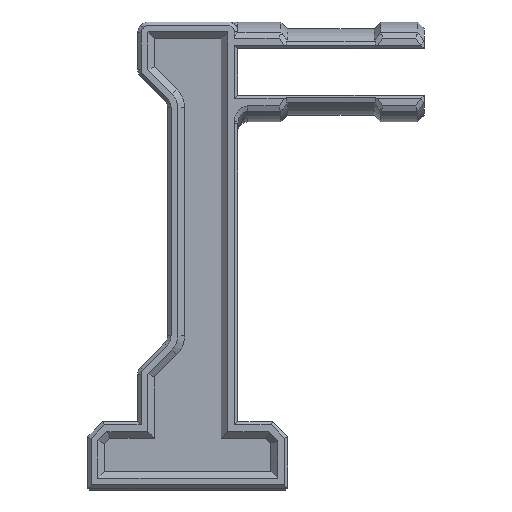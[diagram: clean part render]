
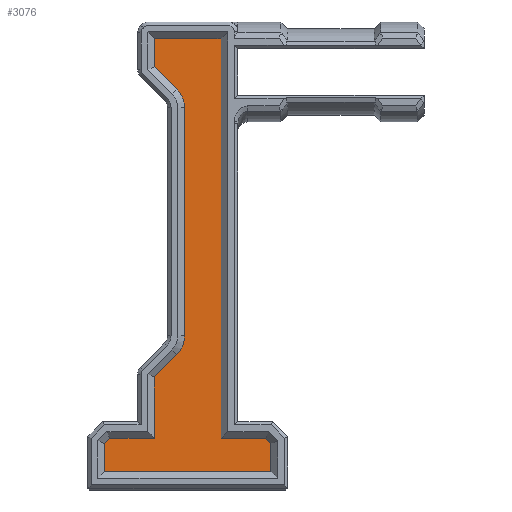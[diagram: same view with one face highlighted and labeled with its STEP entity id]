
A CAD part, top view. The second image highlights one B-rep face of the part: STEP entity #3076.
In plain terms, the highlighted planar face has unit normal (0, 0, 1).
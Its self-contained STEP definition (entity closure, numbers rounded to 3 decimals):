
#259=PLANE('',#3291);
#371=FACE_OUTER_BOUND('',#558,.T.);
#558=EDGE_LOOP('',(#2216,#2217,#2218,#2219,#2220,#2221,#2222,#2223,#2224,
#2225,#2226,#2227,#2228,#2229,#2230,#2231));
#748=LINE('',#4236,#1011);
#753=LINE('',#4250,#1016);
#756=LINE('',#4256,#1019);
#759=LINE('',#4262,#1022);
#762=LINE('',#4268,#1025);
#765=LINE('',#4274,#1028);
#768=LINE('',#4280,#1031);
#771=LINE('',#4286,#1034);
#774=LINE('',#4292,#1037);
#777=LINE('',#4298,#1040);
#780=LINE('',#4304,#1043);
#784=LINE('',#4312,#1047);
#789=LINE('',#4322,#1052);
#792=LINE('',#4328,#1055);
#1011=VECTOR('',#3549,10.);
#1016=VECTOR('',#3562,10.);
#1019=VECTOR('',#3567,10.);
#1022=VECTOR('',#3572,10.);
#1025=VECTOR('',#3577,10.);
#1028=VECTOR('',#3582,10.);
#1031=VECTOR('',#3587,10.);
#1034=VECTOR('',#3592,10.);
#1037=VECTOR('',#3597,10.);
#1040=VECTOR('',#3602,10.);
#1043=VECTOR('',#3607,10.);
#1047=VECTOR('',#3613,10.);
#1052=VECTOR('',#3622,10.);
#1055=VECTOR('',#3627,10.);
#1250=CIRCLE('',#3272,8.);
#1252=CIRCLE('',#3289,8.);
#1333=VERTEX_POINT('',#4233);
#1334=VERTEX_POINT('',#4235);
#1337=VERTEX_POINT('',#4242);
#1339=VERTEX_POINT('',#4248);
#1341=VERTEX_POINT('',#4254);
#1343=VERTEX_POINT('',#4260);
#1345=VERTEX_POINT('',#4266);
#1347=VERTEX_POINT('',#4272);
#1349=VERTEX_POINT('',#4278);
#1351=VERTEX_POINT('',#4284);
#1353=VERTEX_POINT('',#4290);
#1355=VERTEX_POINT('',#4296);
#1357=VERTEX_POINT('',#4302);
#1360=VERTEX_POINT('',#4310);
#1363=VERTEX_POINT('',#4320);
#1365=VERTEX_POINT('',#4326);
#1644=EDGE_CURVE('',#1334,#1333,#748,.T.);
#1648=EDGE_CURVE('',#1333,#1337,#1250,.T.);
#1651=EDGE_CURVE('',#1337,#1339,#753,.T.);
#1654=EDGE_CURVE('',#1339,#1341,#756,.T.);
#1657=EDGE_CURVE('',#1341,#1343,#759,.T.);
#1660=EDGE_CURVE('',#1343,#1345,#762,.T.);
#1663=EDGE_CURVE('',#1345,#1347,#765,.T.);
#1666=EDGE_CURVE('',#1347,#1349,#768,.T.);
#1669=EDGE_CURVE('',#1349,#1351,#771,.T.);
#1672=EDGE_CURVE('',#1351,#1353,#774,.T.);
#1675=EDGE_CURVE('',#1353,#1355,#777,.T.);
#1678=EDGE_CURVE('',#1355,#1357,#780,.T.);
#1682=EDGE_CURVE('',#1357,#1360,#784,.T.);
#1687=EDGE_CURVE('',#1360,#1363,#789,.T.);
#1690=EDGE_CURVE('',#1363,#1365,#792,.T.);
#1692=EDGE_CURVE('',#1365,#1334,#1252,.T.);
#2216=ORIENTED_EDGE('',*,*,#1644,.T.);
#2217=ORIENTED_EDGE('',*,*,#1648,.T.);
#2218=ORIENTED_EDGE('',*,*,#1651,.T.);
#2219=ORIENTED_EDGE('',*,*,#1654,.T.);
#2220=ORIENTED_EDGE('',*,*,#1657,.T.);
#2221=ORIENTED_EDGE('',*,*,#1660,.T.);
#2222=ORIENTED_EDGE('',*,*,#1663,.T.);
#2223=ORIENTED_EDGE('',*,*,#1666,.T.);
#2224=ORIENTED_EDGE('',*,*,#1669,.T.);
#2225=ORIENTED_EDGE('',*,*,#1672,.T.);
#2226=ORIENTED_EDGE('',*,*,#1675,.T.);
#2227=ORIENTED_EDGE('',*,*,#1678,.T.);
#2228=ORIENTED_EDGE('',*,*,#1682,.T.);
#2229=ORIENTED_EDGE('',*,*,#1687,.T.);
#2230=ORIENTED_EDGE('',*,*,#1690,.T.);
#2231=ORIENTED_EDGE('',*,*,#1692,.T.);
#3076=ADVANCED_FACE('',(#371),#259,.T.);
#3272=AXIS2_PLACEMENT_3D('',#4244,#3555,#3556);
#3289=AXIS2_PLACEMENT_3D('',#4331,#3631,#3632);
#3291=AXIS2_PLACEMENT_3D('',#4333,#3635,#3636);
#3549=DIRECTION('',(0.,-1.,0.));
#3555=DIRECTION('center_axis',(0.,0.,-1.));
#3556=DIRECTION('ref_axis',(0.707,-0.707,0.));
#3562=DIRECTION('',(-0.707,-0.707,0.));
#3567=DIRECTION('',(0.,-1.,0.));
#3572=DIRECTION('',(-1.,0.,0.));
#3577=DIRECTION('',(-0.707,-0.707,0.));
#3582=DIRECTION('',(0.,-1.,0.));
#3587=DIRECTION('',(1.,0.,0.));
#3592=DIRECTION('',(0.,1.,0.));
#3597=DIRECTION('',(-0.707,0.707,0.));
#3602=DIRECTION('',(-1.,0.,0.));
#3607=DIRECTION('',(0.,1.,0.));
#3613=DIRECTION('',(-1.,0.,0.));
#3622=DIRECTION('',(0.,-1.,0.));
#3627=DIRECTION('',(0.707,-0.707,0.));
#3631=DIRECTION('center_axis',(0.,0.,-1.));
#3632=DIRECTION('ref_axis',(1.,0.,0.));
#3635=DIRECTION('center_axis',(0.,0.,1.));
#3636=DIRECTION('ref_axis',(1.,0.,0.));
#4233=CARTESIAN_POINT('',(-1.,45.743,8.));
#4235=CARTESIAN_POINT('',(-1.,114.257,8.));
#4236=CARTESIAN_POINT('',(-1.,114.257,8.));
#4242=CARTESIAN_POINT('',(-3.343,40.086,8.));
#4244=CARTESIAN_POINT('Origin',(-9.,45.743,8.));
#4248=CARTESIAN_POINT('',(-10.,33.429,8.));
#4250=CARTESIAN_POINT('',(-3.343,40.086,8.));
#4254=CARTESIAN_POINT('',(-10.,15.,8.));
#4256=CARTESIAN_POINT('',(-10.,34.257,8.));
#4260=CARTESIAN_POINT('',(-23.429,15.,8.));
#4262=CARTESIAN_POINT('',(-12.,15.,8.));
#4266=CARTESIAN_POINT('',(-25.,13.429,8.));
#4268=CARTESIAN_POINT('',(-22.843,15.586,8.));
#4272=CARTESIAN_POINT('',(-25.,5.,8.));
#4274=CARTESIAN_POINT('',(-25.,14.257,8.));
#4278=CARTESIAN_POINT('',(25.,5.,8.));
#4280=CARTESIAN_POINT('',(-27.,5.,8.));
#4284=CARTESIAN_POINT('',(25.,13.429,8.));
#4286=CARTESIAN_POINT('',(25.,3.,8.));
#4290=CARTESIAN_POINT('',(23.429,15.,8.));
#4292=CARTESIAN_POINT('',(25.586,12.843,8.));
#4296=CARTESIAN_POINT('',(10.,15.,8.));
#4298=CARTESIAN_POINT('',(24.257,15.,8.));
#4302=CARTESIAN_POINT('',(10.,135.,8.));
#4304=CARTESIAN_POINT('',(10.,17.,8.));
#4310=CARTESIAN_POINT('',(-10.,135.,8.));
#4312=CARTESIAN_POINT('',(12.,135.,8.));
#4320=CARTESIAN_POINT('',(-10.,126.571,8.));
#4322=CARTESIAN_POINT('',(-10.,136.757,8.));
#4326=CARTESIAN_POINT('',(-3.343,119.914,8.));
#4328=CARTESIAN_POINT('',(-10.586,127.157,8.));
#4331=CARTESIAN_POINT('Origin',(-9.,114.257,8.));
#4333=CARTESIAN_POINT('Origin',(-3.,114.257,8.));
